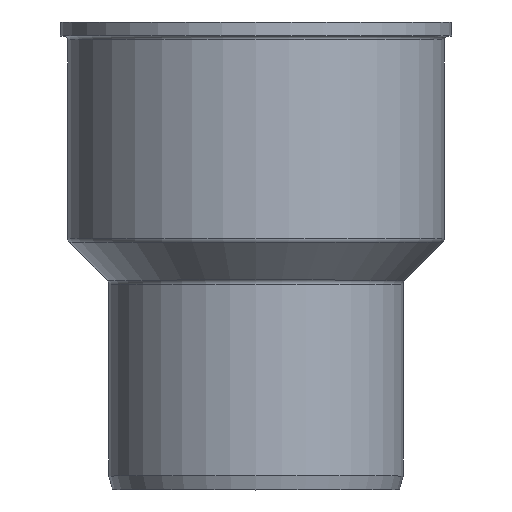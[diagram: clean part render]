
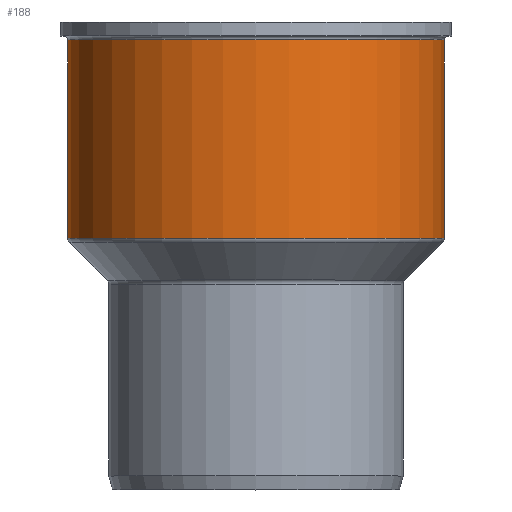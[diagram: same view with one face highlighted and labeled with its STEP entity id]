
A CAD part, top view. The second image highlights one B-rep face of the part: STEP entity #188.
In plain terms, the highlighted cylindrical face has radius 48.1 mm (diameter 96.2 mm), a full revolution.
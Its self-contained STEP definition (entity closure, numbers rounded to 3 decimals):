
#30=FACE_BOUND('',#68,.T.);
#47=FACE_OUTER_BOUND('',#67,.T.);
#67=EDGE_LOOP('',(#152));
#68=EDGE_LOOP('',(#153));
#98=CIRCLE('',#210,48.1);
#99=CIRCLE('',#212,48.1);
#115=VERTEX_POINT('',#318);
#116=VERTEX_POINT('',#321);
#132=EDGE_CURVE('',#115,#115,#98,.T.);
#133=EDGE_CURVE('',#116,#116,#99,.T.);
#152=ORIENTED_EDGE('',*,*,#133,.F.);
#153=ORIENTED_EDGE('',*,*,#132,.T.);
#181=CYLINDRICAL_SURFACE('',#211,48.1);
#188=ADVANCED_FACE('',(#47,#30),#181,.T.);
#210=AXIS2_PLACEMENT_3D('',#319,#252,#253);
#211=AXIS2_PLACEMENT_3D('',#320,#254,#255);
#212=AXIS2_PLACEMENT_3D('',#322,#256,#257);
#252=DIRECTION('center_axis',(0.,-1.,0.));
#253=DIRECTION('ref_axis',(1.,0.,0.));
#254=DIRECTION('center_axis',(0.,-1.,0.));
#255=DIRECTION('ref_axis',(1.,0.,0.));
#256=DIRECTION('center_axis',(0.,-1.,0.));
#257=DIRECTION('ref_axis',(1.,0.,0.));
#318=CARTESIAN_POINT('',(48.1,115.,0.));
#319=CARTESIAN_POINT('Origin',(0.,115.,0.));
#320=CARTESIAN_POINT('Origin',(0.,89.626,0.));
#321=CARTESIAN_POINT('',(48.1,64.251,0.));
#322=CARTESIAN_POINT('Origin',(0.,64.251,0.));
